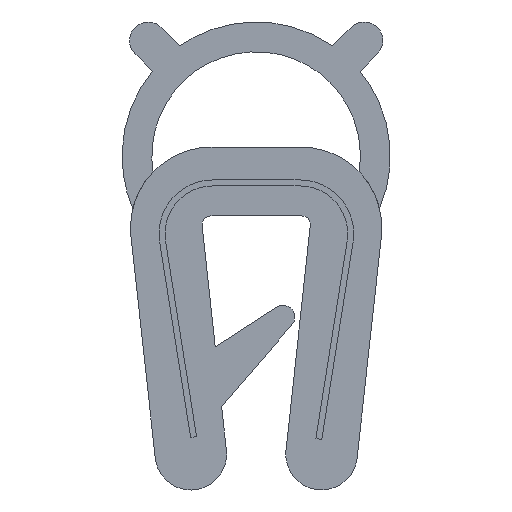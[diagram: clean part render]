
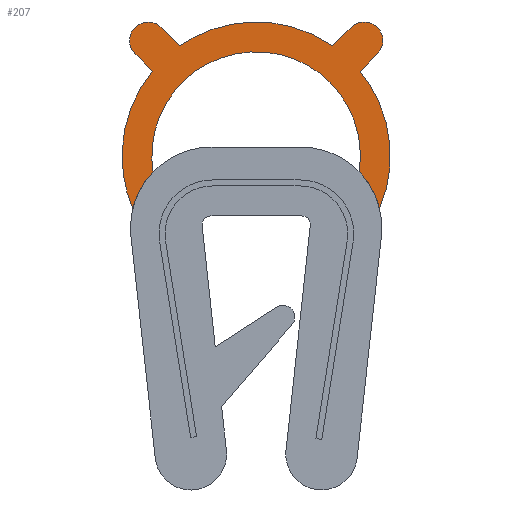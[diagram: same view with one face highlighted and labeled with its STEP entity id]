
A CAD part, front view. The second image highlights one B-rep face of the part: STEP entity #207.
In plain terms, the highlighted free-form (B-spline) face has degree [1, 1] with [2, 2] control points.
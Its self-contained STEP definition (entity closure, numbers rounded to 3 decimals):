
#44=CARTESIAN_POINT('',(-4.95,0.0,0.313));
#45=CARTESIAN_POINT('',(4.95,0.0,0.313));
#46=CARTESIAN_POINT('',(-4.95,0.0,-6.577));
#47=CARTESIAN_POINT('',(4.95,0.0,-6.577));
#48=B_SPLINE_SURFACE_WITH_KNOTS('',1,1,((#44,#46),(#45,#47)),.UNSPECIFIED.,.F.,.F.,.U.,(2,2),(2,2),(0.0,9.899),(0.0,6.889),.UNSPECIFIED.);
#49=CARTESIAN_POINT('',(-3.483,0.0,-1.651));
#50=VERTEX_POINT('',#49);
#51=CARTESIAN_POINT('',(-4.14,0.0,-6.264));
#52=VERTEX_POINT('',#51);
#53=CARTESIAN_POINT('',(-3.483,0.0,-1.651));
#54=CARTESIAN_POINT('',(-5.207,0.0,-3.758));
#55=CARTESIAN_POINT('',(-4.14,0.0,-6.264));
#63=(BOUNDED_CURVE()B_SPLINE_CURVE(2,(#53,#54,#55),.UNSPECIFIED.,.F.,.U.)CURVE()GEOMETRIC_REPRESENTATION_ITEM()QUASI_UNIFORM_CURVE()RATIONAL_B_SPLINE_CURVE((1.0,0.856,1.0))REPRESENTATION_ITEM(''));
#64=EDGE_CURVE('',#50,#52,#63,.T.);
#65=ORIENTED_EDGE('',*,*,#64,.T.);
#66=CARTESIAN_POINT('',(-3.46,0.0,-5.026));
#67=VERTEX_POINT('',#66);
#68=CARTESIAN_POINT('',(-3.46,0.0,-5.026));
#69=CARTESIAN_POINT('',(-3.968,0.0,-5.553));
#70=CARTESIAN_POINT('',(-4.14,0.0,-6.264));
#78=(BOUNDED_CURVE()B_SPLINE_CURVE(2,(#68,#69,#70),.UNSPECIFIED.,.F.,.U.)CURVE()GEOMETRIC_REPRESENTATION_ITEM()QUASI_UNIFORM_CURVE()RATIONAL_B_SPLINE_CURVE((1.0,0.965,1.0))REPRESENTATION_ITEM(''));
#79=EDGE_CURVE('',#67,#52,#78,.T.);
#80=ORIENTED_EDGE('',*,*,#79,.F.);
#81=CARTESIAN_POINT('',(3.46,0.0,-5.026));
#82=VERTEX_POINT('',#81);
#83=CARTESIAN_POINT('',(3.46,0.0,-5.026));
#84=CARTESIAN_POINT('',(3.801,0.0,-2.789));
#85=CARTESIAN_POINT('',(1.9,0.0,-1.561));
#86=CARTESIAN_POINT('',(0.,0.0,-0.332));
#87=CARTESIAN_POINT('',(-1.9,0.0,-1.561));
#88=CARTESIAN_POINT('',(-3.801,0.0,-2.789));
#89=CARTESIAN_POINT('',(-3.46,0.0,-5.026));
#97=(BOUNDED_CURVE()B_SPLINE_CURVE(2,(#83,#84,#85,#86,#87,#88,#89),.UNSPECIFIED.,.F.,.U.)B_SPLINE_CURVE_WITH_KNOTS((3,2,2,3),(0.0,0.333,0.667,1.0),.UNSPECIFIED.)CURVE()GEOMETRIC_REPRESENTATION_ITEM()RATIONAL_B_SPLINE_CURVE((1.0,0.84,1.0,0.84,1.0,0.84,1.0))REPRESENTATION_ITEM(''));
#98=EDGE_CURVE('',#82,#67,#97,.T.);
#99=ORIENTED_EDGE('',*,*,#98,.F.);
#100=CARTESIAN_POINT('',(4.14,0.0,-6.264));
#101=VERTEX_POINT('',#100);
#102=CARTESIAN_POINT('',(4.14,0.0,-6.264));
#103=CARTESIAN_POINT('',(3.968,0.0,-5.553));
#104=CARTESIAN_POINT('',(3.46,0.0,-5.026));
#112=(BOUNDED_CURVE()B_SPLINE_CURVE(2,(#102,#103,#104),.UNSPECIFIED.,.F.,.U.)CURVE()GEOMETRIC_REPRESENTATION_ITEM()QUASI_UNIFORM_CURVE()RATIONAL_B_SPLINE_CURVE((1.0,0.965,1.0))REPRESENTATION_ITEM(''));
#113=EDGE_CURVE('',#101,#82,#112,.T.);
#114=ORIENTED_EDGE('',*,*,#113,.F.);
#115=CARTESIAN_POINT('',(3.483,0.0,-1.651));
#116=VERTEX_POINT('',#115);
#117=CARTESIAN_POINT('',(4.14,0.0,-6.264));
#118=CARTESIAN_POINT('',(5.207,0.0,-3.758));
#119=CARTESIAN_POINT('',(3.483,0.0,-1.651));
#127=(BOUNDED_CURVE()B_SPLINE_CURVE(2,(#117,#118,#119),.UNSPECIFIED.,.F.,.U.)CURVE()GEOMETRIC_REPRESENTATION_ITEM()QUASI_UNIFORM_CURVE()RATIONAL_B_SPLINE_CURVE((1.0,0.856,1.0))REPRESENTATION_ITEM(''));
#128=EDGE_CURVE('',#101,#116,#127,.T.);
#129=ORIENTED_EDGE('',*,*,#128,.T.);
#130=CARTESIAN_POINT('',(4.067,0.0,-1.067));
#131=VERTEX_POINT('',#130);
#132=CARTESIAN_POINT('',(4.067,0.0,-1.067));
#133=CARTESIAN_POINT('',(3.483,0.0,-1.651));
#134=QUASI_UNIFORM_CURVE('',1,(#132,#133),.UNSPECIFIED.,.F.,.U.);
#135=EDGE_CURVE('',#131,#116,#134,.T.);
#136=ORIENTED_EDGE('',*,*,#135,.F.);
#137=CARTESIAN_POINT('',(3.183,0.0,-0.183));
#138=VERTEX_POINT('',#137);
#139=CARTESIAN_POINT('',(4.067,0.0,-1.067));
#140=CARTESIAN_POINT('',(4.509,0.0,-0.625));
#141=CARTESIAN_POINT('',(4.067,0.0,-0.183));
#142=CARTESIAN_POINT('',(3.625,0.0,0.259));
#143=CARTESIAN_POINT('',(3.183,0.0,-0.183));
#151=(BOUNDED_CURVE()B_SPLINE_CURVE(2,(#139,#140,#141,#142,#143),.UNSPECIFIED.,.F.,.U.)B_SPLINE_CURVE_WITH_KNOTS((3,2,3),(0.0,0.5,1.0),.UNSPECIFIED.)CURVE()GEOMETRIC_REPRESENTATION_ITEM()RATIONAL_B_SPLINE_CURVE((1.0,0.707,1.0,0.707,1.0))REPRESENTATION_ITEM(''));
#152=EDGE_CURVE('',#131,#138,#151,.T.);
#153=ORIENTED_EDGE('',*,*,#152,.T.);
#154=CARTESIAN_POINT('',(2.564,0.0,-0.802));
#155=VERTEX_POINT('',#154);
#156=CARTESIAN_POINT('',(2.564,0.0,-0.802));
#157=CARTESIAN_POINT('',(3.183,0.0,-0.183));
#158=QUASI_UNIFORM_CURVE('',1,(#156,#157),.UNSPECIFIED.,.F.,.U.);
#159=EDGE_CURVE('',#155,#138,#158,.T.);
#160=ORIENTED_EDGE('',*,*,#159,.F.);
#161=CARTESIAN_POINT('',(-2.564,0.0,-0.802));
#162=VERTEX_POINT('',#161);
#163=CARTESIAN_POINT('',(2.564,0.0,-0.802));
#164=CARTESIAN_POINT('',(0.,0.0,0.976));
#165=CARTESIAN_POINT('',(-2.564,0.0,-0.802));
#173=(BOUNDED_CURVE()B_SPLINE_CURVE(2,(#163,#164,#165),.UNSPECIFIED.,.F.,.U.)CURVE()GEOMETRIC_REPRESENTATION_ITEM()QUASI_UNIFORM_CURVE()RATIONAL_B_SPLINE_CURVE((1.0,0.822,1.0))REPRESENTATION_ITEM(''));
#174=EDGE_CURVE('',#155,#162,#173,.T.);
#175=ORIENTED_EDGE('',*,*,#174,.T.);
#176=CARTESIAN_POINT('',(-3.183,0.0,-0.183));
#177=VERTEX_POINT('',#176);
#178=CARTESIAN_POINT('',(-3.183,0.0,-0.183));
#179=CARTESIAN_POINT('',(-2.564,0.0,-0.802));
#180=QUASI_UNIFORM_CURVE('',1,(#178,#179),.UNSPECIFIED.,.F.,.U.);
#181=EDGE_CURVE('',#177,#162,#180,.T.);
#182=ORIENTED_EDGE('',*,*,#181,.F.);
#183=CARTESIAN_POINT('',(-4.067,0.0,-1.067));
#184=VERTEX_POINT('',#183);
#185=CARTESIAN_POINT('',(-3.183,0.0,-0.183));
#186=CARTESIAN_POINT('',(-3.625,0.0,0.259));
#187=CARTESIAN_POINT('',(-4.067,0.0,-0.183));
#188=CARTESIAN_POINT('',(-4.509,0.0,-0.625));
#189=CARTESIAN_POINT('',(-4.067,0.0,-1.067));
#197=(BOUNDED_CURVE()B_SPLINE_CURVE(2,(#185,#186,#187,#188,#189),.UNSPECIFIED.,.F.,.U.)B_SPLINE_CURVE_WITH_KNOTS((3,2,3),(0.0,0.5,1.0),.UNSPECIFIED.)CURVE()GEOMETRIC_REPRESENTATION_ITEM()RATIONAL_B_SPLINE_CURVE((1.0,0.707,1.0,0.707,1.0))REPRESENTATION_ITEM(''));
#198=EDGE_CURVE('',#177,#184,#197,.T.);
#199=ORIENTED_EDGE('',*,*,#198,.T.);
#200=CARTESIAN_POINT('',(-3.483,0.0,-1.651));
#201=CARTESIAN_POINT('',(-4.067,0.0,-1.067));
#202=QUASI_UNIFORM_CURVE('',1,(#200,#201),.UNSPECIFIED.,.F.,.U.);
#203=EDGE_CURVE('',#50,#184,#202,.T.);
#204=ORIENTED_EDGE('',*,*,#203,.F.);
#205=EDGE_LOOP('',(#65,#80,#99,#114,#129,#136,#153,#160,#175,#182,#199,#204));
#206=FACE_OUTER_BOUND('',#205,.T.);
#207=ADVANCED_FACE('',(#206),#48,.F.);
